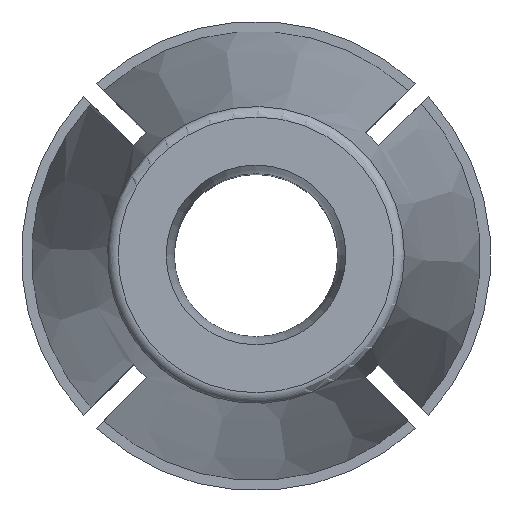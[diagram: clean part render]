
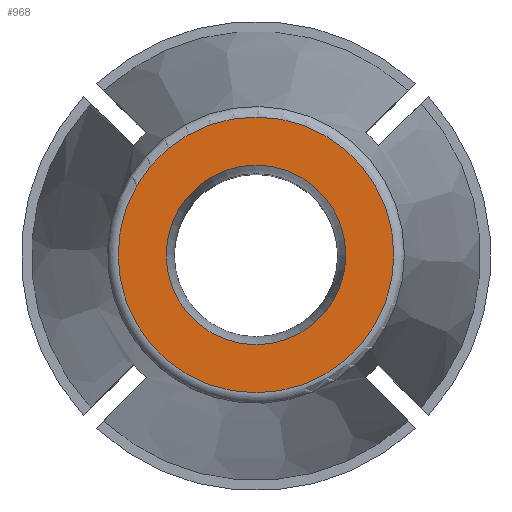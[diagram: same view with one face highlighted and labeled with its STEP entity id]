
A CAD part, top view. The second image highlights one B-rep face of the part: STEP entity #968.
In plain terms, the highlighted planar face has unit normal (0, 0, 1).
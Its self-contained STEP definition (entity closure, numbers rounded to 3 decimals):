
#50=PLANE('',#1085);
#392=ORIENTED_EDGE('',*,*,#647,.F.);
#393=ORIENTED_EDGE('',*,*,#646,.T.);
#646=EDGE_CURVE('',#754,#754,#806,.T.);
#647=EDGE_CURVE('',#755,#755,#807,.T.);
#754=VERTEX_POINT('',#1781);
#755=VERTEX_POINT('',#1784);
#806=CIRCLE('',#1084,3.377);
#807=CIRCLE('',#1086,2.2);
#850=EDGE_LOOP('',(#392));
#851=EDGE_LOOP('',(#393));
#908=FACE_BOUND('',#850,.T.);
#909=FACE_BOUND('',#851,.T.);
#968=ADVANCED_FACE('',(#908,#909),#50,.F.);
#1084=AXIS2_PLACEMENT_3D('',#1780,#1320,#1321);
#1085=AXIS2_PLACEMENT_3D('',#1782,#1322,#1323);
#1086=AXIS2_PLACEMENT_3D('',#1783,#1324,#1325);
#1320=DIRECTION('',(0.,0.,1.));
#1321=DIRECTION('',(1.,0.,0.));
#1322=DIRECTION('',(0.,0.,-1.));
#1323=DIRECTION('',(-1.,0.,0.));
#1324=DIRECTION('',(0.,0.,1.));
#1325=DIRECTION('',(1.,0.,0.));
#1780=CARTESIAN_POINT('',(0.,0.,13.5));
#1781=CARTESIAN_POINT('',(3.377,0.,13.5));
#1782=CARTESIAN_POINT('',(3.377,0.,13.5));
#1783=CARTESIAN_POINT('',(0.,0.,13.5));
#1784=CARTESIAN_POINT('',(2.2,0.,13.5));
